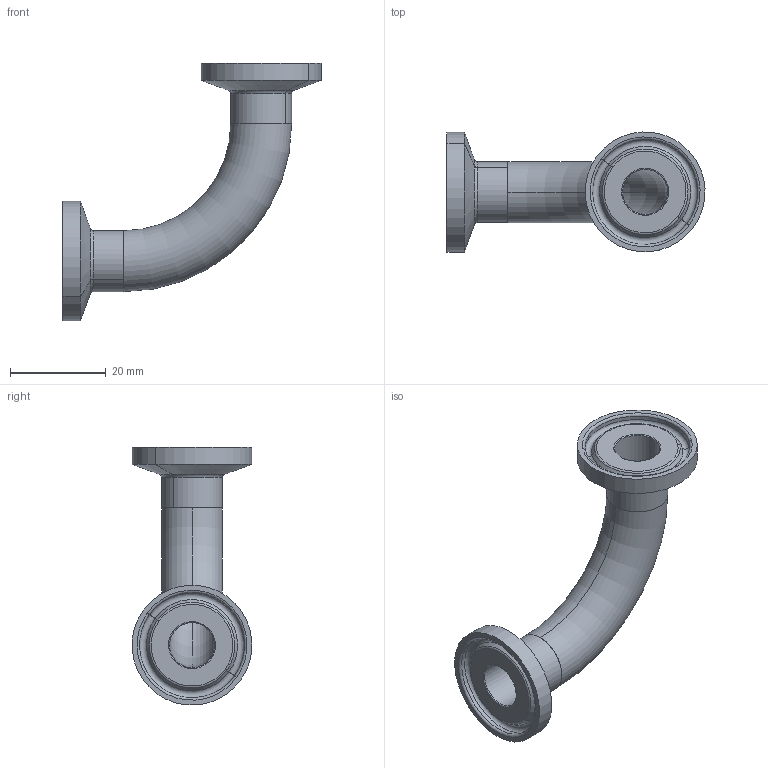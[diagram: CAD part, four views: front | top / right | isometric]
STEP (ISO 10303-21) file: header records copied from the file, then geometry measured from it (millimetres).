
FILE_DESCRIPTION (( 'STEP AP214' ), '1' );
FILE_NAME ('DT16 12.7 B.STEP', '2014-03-17T02:53:14', ( '' ), ( '' ), 'SwSTEP 2.0', 'SolidWorks 2013', '' );
FILE_SCHEMA (( 'AUTOMOTIVE_DESIGN' ));
Length unit declared in the file: inch
Products named in the file (3): DT16 12.7 B; DT16 12.7; 16 12.7
Assembly tree (3 placements, depth 2):
  DT16 12.7 B
    DT16 12.7
    16 12.7  x2
Bounding box: 53.78 x 24.96 x 53.76 mm (x, y, z)
Volume: 6633.7 mm3; surface area: 7058.1 mm2
Topology: 3 solids, 3 shells, 56 faces, 112 edges, 64 vertices
Faces by surface type: torus 24, cylinder 16, plane 8, cone 8
Entity records: 958 total; most frequent: DIRECTION 186, CARTESIAN_POINT 135, ORIENTED_EDGE 124, AXIS2_PLACEMENT_3D 87, EDGE_CURVE 62, CIRCLE 50, EDGE_LOOP 36, VERTEX_POINT 36
